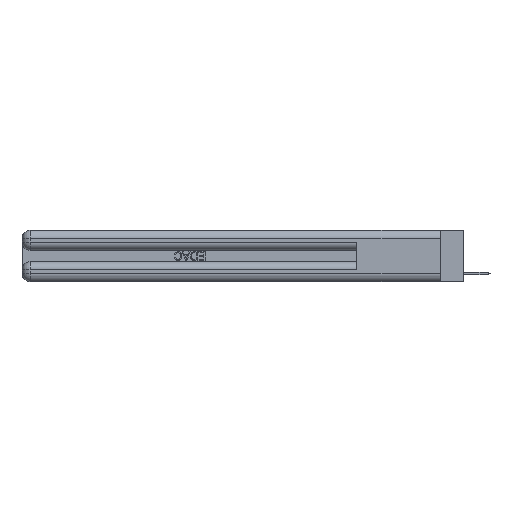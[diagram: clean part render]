
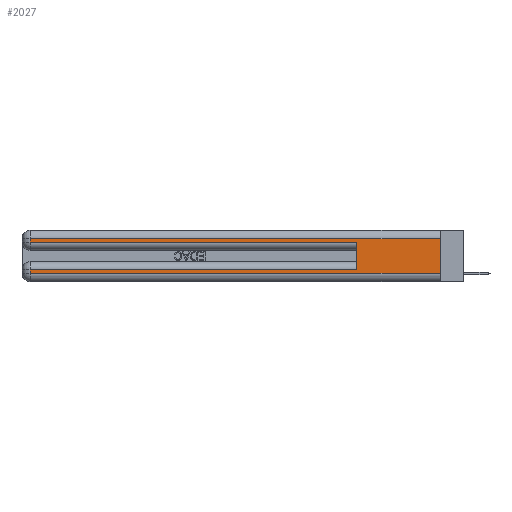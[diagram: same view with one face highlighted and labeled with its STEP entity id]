
A CAD part, left-side view. The second image highlights one B-rep face of the part: STEP entity #2027.
In plain terms, the highlighted planar face has unit normal (-1, 0, 0).
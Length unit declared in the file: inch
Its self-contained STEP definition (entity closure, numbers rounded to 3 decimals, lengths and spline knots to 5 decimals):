
#118 = EDGE_CURVE ( 'NONE', #14458, #28473, #2180, .T. ) ;
#189 = PLANE ( 'NONE',  #24095 ) ;
#344 = ORIENTED_EDGE ( 'NONE', *, *, #24619, .T. ) ;
#723 = CARTESIAN_POINT ( 'NONE',  ( 0., 0., 0.285 ) ) ;
#977 = VECTOR ( 'NONE', #24384, 39.37008 ) ;
#1537 = EDGE_CURVE ( 'NONE', #11818, #10248, #4225, .T. ) ;
#2027 = ADVANCED_FACE ( 'NONE', ( #9974 ), #189, .F. ) ;
#2112 = DIRECTION ( 'NONE',  ( 0., 1., 0. ) ) ;
#2180 = LINE ( 'NONE', #22322, #14347 ) ;
#3874 = DIRECTION ( 'NONE',  ( 0., -1., 0. ) ) ;
#4225 = LINE ( 'NONE', #16875, #17154 ) ;
#4387 = DIRECTION ( 'NONE',  ( 0., 0., -1. ) ) ;
#4501 = CARTESIAN_POINT ( 'NONE',  ( 0., 0.6, 0.145 ) ) ;
#5054 = CARTESIAN_POINT ( 'NONE',  ( 0., 0.6, 0.085 ) ) ;
#5329 = DIRECTION ( 'NONE',  ( 0., 0., -1. ) ) ;
#5735 = CARTESIAN_POINT ( 'NONE',  ( 0., 2.94, 0.31 ) ) ;
#6014 = VERTEX_POINT ( 'NONE', #29584 ) ;
#6020 = LINE ( 'NONE', #723, #29207 ) ;
#6320 = VECTOR ( 'NONE', #20467, 39.37008 ) ;
#8927 = CARTESIAN_POINT ( 'NONE',  ( 0., 0., 0.06 ) ) ;
#9372 = ORIENTED_EDGE ( 'NONE', *, *, #9399, .F. ) ;
#9399 = EDGE_CURVE ( 'NONE', #13896, #6014, #9646, .T. ) ;
#9646 = LINE ( 'NONE', #4501, #22669 ) ;
#9733 = DIRECTION ( 'NONE',  ( 0., 1., 0. ) ) ;
#9974 = FACE_OUTER_BOUND ( 'NONE', #19124, .T. ) ;
#10248 = VERTEX_POINT ( 'NONE', #28449 ) ;
#10306 = DIRECTION ( 'NONE',  ( 1., 0., 0. ) ) ;
#10528 = EDGE_CURVE ( 'NONE', #13896, #21375, #17586, .T. ) ;
#11818 = VERTEX_POINT ( 'NONE', #5735 ) ;
#11949 = EDGE_CURVE ( 'NONE', #21375, #27734, #24562, .T. ) ;
#12847 = EDGE_CURVE ( 'NONE', #10248, #6014, #6020, .T. ) ;
#13001 = CARTESIAN_POINT ( 'NONE',  ( 0., 0., 0.31 ) ) ;
#13896 = VERTEX_POINT ( 'NONE', #5054 ) ;
#14196 = ORIENTED_EDGE ( 'NONE', *, *, #10528, .T. ) ;
#14223 = CARTESIAN_POINT ( 'NONE',  ( 0., 2.94, 0.37 ) ) ;
#14338 = VECTOR ( 'NONE', #2112, 39.37008 ) ;
#14347 = VECTOR ( 'NONE', #32646, 39.37008 ) ;
#14458 = VERTEX_POINT ( 'NONE', #13001 ) ;
#14917 = EDGE_CURVE ( 'NONE', #27734, #28473, #25804, .T. ) ;
#16873 = VECTOR ( 'NONE', #9733, 39.37008 ) ;
#16875 = CARTESIAN_POINT ( 'NONE',  ( 0., 2.94, 0.37 ) ) ;
#17154 = VECTOR ( 'NONE', #4387, 39.37008 ) ;
#17586 = LINE ( 'NONE', #22406, #16873 ) ;
#18854 = ORIENTED_EDGE ( 'NONE', *, *, #1537, .T. ) ;
#18977 = ORIENTED_EDGE ( 'NONE', *, *, #118, .F. ) ;
#19124 = EDGE_LOOP ( 'NONE', ( #18977, #344, #18854, #19318, #9372, #14196, #30737, #24364 ) ) ;
#19254 = CARTESIAN_POINT ( 'NONE',  ( 0., 0., 0.31 ) ) ;
#19318 = ORIENTED_EDGE ( 'NONE', *, *, #12847, .T. ) ;
#19422 = LINE ( 'NONE', #19254, #14338 ) ;
#20054 = CARTESIAN_POINT ( 'NONE',  ( 0., 2.94, 0.06 ) ) ;
#20467 = DIRECTION ( 'NONE',  ( 0., -1., 0. ) ) ;
#21375 = VERTEX_POINT ( 'NONE', #25100 ) ;
#22322 = CARTESIAN_POINT ( 'NONE',  ( 0., 0., 0.37 ) ) ;
#22406 = CARTESIAN_POINT ( 'NONE',  ( 0., 0., 0.085 ) ) ;
#22669 = VECTOR ( 'NONE', #27006, 39.37008 ) ;
#24095 = AXIS2_PLACEMENT_3D ( 'NONE', #30159, #10306, #5329 ) ;
#24364 = ORIENTED_EDGE ( 'NONE', *, *, #14917, .T. ) ;
#24384 = DIRECTION ( 'NONE',  ( 0., 0., -1. ) ) ;
#24562 = LINE ( 'NONE', #14223, #977 ) ;
#24619 = EDGE_CURVE ( 'NONE', #14458, #11818, #19422, .T. ) ;
#25100 = CARTESIAN_POINT ( 'NONE',  ( 0., 2.94, 0.085 ) ) ;
#25804 = LINE ( 'NONE', #30802, #6320 ) ;
#27006 = DIRECTION ( 'NONE',  ( 0., 0., 1. ) ) ;
#27734 = VERTEX_POINT ( 'NONE', #20054 ) ;
#28449 = CARTESIAN_POINT ( 'NONE',  ( 0., 2.94, 0.285 ) ) ;
#28473 = VERTEX_POINT ( 'NONE', #8927 ) ;
#29207 = VECTOR ( 'NONE', #3874, 39.37008 ) ;
#29584 = CARTESIAN_POINT ( 'NONE',  ( 0., 0.6, 0.285 ) ) ;
#30159 = CARTESIAN_POINT ( 'NONE',  ( 0., 0., 0.37 ) ) ;
#30737 = ORIENTED_EDGE ( 'NONE', *, *, #11949, .T. ) ;
#30802 = CARTESIAN_POINT ( 'NONE',  ( 0., 0., 0.06 ) ) ;
#32646 = DIRECTION ( 'NONE',  ( 0., 0., -1. ) ) ;
